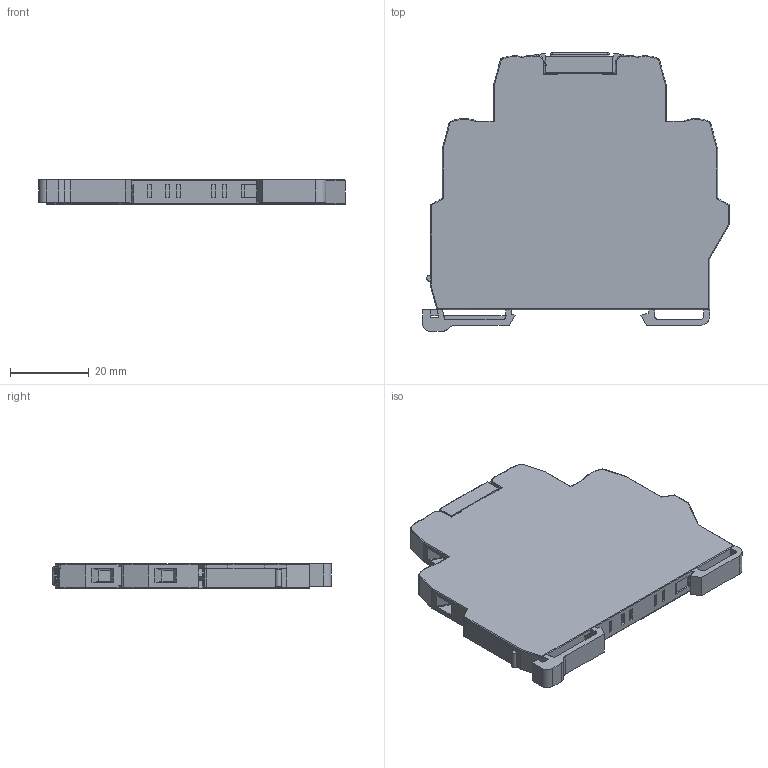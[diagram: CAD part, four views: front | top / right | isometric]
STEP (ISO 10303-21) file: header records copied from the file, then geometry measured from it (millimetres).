
FILE_DESCRIPTION (( 'STEP AP203' ), '1' );
FILE_NAME ('52501.step', '2020-08-19T13:43:15', ( '' ), ( '' ), 'SwSTEP 2.0', 'SolidWorks 2019', '' );
FILE_SCHEMA (( 'CONFIG_CONTROL_DESIGN' ));
Length unit declared in the file: inch
Products named in the file (1): 52501
Bounding box: 78 x 70.9 x 6.2 mm (x, y, z)
Volume: 25585.2 mm3; surface area: 11778 mm2
Topology: 2 solids, 2 shells, 496 faces, 1316 edges, 822 vertices
Faces by surface type: plane 298, cylinder 138, bspline 58, cone 2
Entity records: 18620 total; most frequent: CARTESIAN_POINT 7285, ORIENTED_EDGE 2616, DIRECTION 1851, EDGE_CURVE 1308, VECTOR 881, LINE 881, VERTEX_POINT 822, EDGE_LOOP 516
